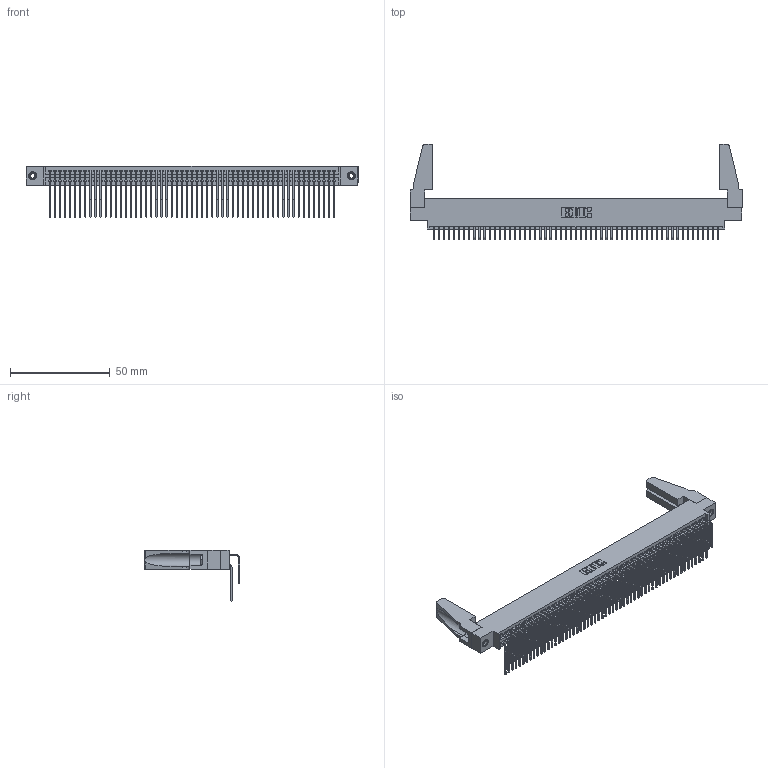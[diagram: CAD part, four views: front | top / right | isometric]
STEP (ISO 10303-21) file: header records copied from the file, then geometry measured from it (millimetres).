
FILE_DESCRIPTION (( 'STEP AP203' ), '1' );
FILE_NAME ('345-114-559-888.STEP', '2019-11-05T13:11:58', ( '' ), ( '' ), 'SwSTEP 2.0', 'SolidWorks 2016', '' );
FILE_SCHEMA (( 'CONFIG_CONTROL_DESIGN' ));
Length unit declared in the file: inch
Products named in the file (6): 345-292-001_559 Tail - 2; 345-114-559-888; 345-220-078_345-220-088; 345 Part_0.170 Offset - 0.156 Dia-TH; 345-250-001_345-250-001-102; 345-292-001_558 559 Tail - 1
Assembly tree (119 placements, depth 2):
  345-114-559-888
    345 Part_0.170 Offset - 0.156 Dia-TH
    345-292-001_558 559 Tail - 1  x57
    345-292-001_559 Tail - 2  x57
    345-250-001_345-250-001-102  x2
    345-220-078_345-220-088  x2
Bounding box: 166.01 x 47.74 x 25.53 mm (x, y, z)
Volume: 20062.7 mm3; surface area: 31497 mm2
Topology: 119 solids, 119 shells, 6182 faces, 18337 edges, 12062 vertices
Faces by surface type: plane 4146, cylinder 2020, cone 12, torus 4
Entity records: 46636 total; most frequent: CARTESIAN_POINT 7845, ORIENTED_EDGE 7688, DIRECTION 6876, EDGE_CURVE 3844, LINE 3402, VECTOR 3402, VERTEX_POINT 2554, AXIS2_PLACEMENT_3D 1737
